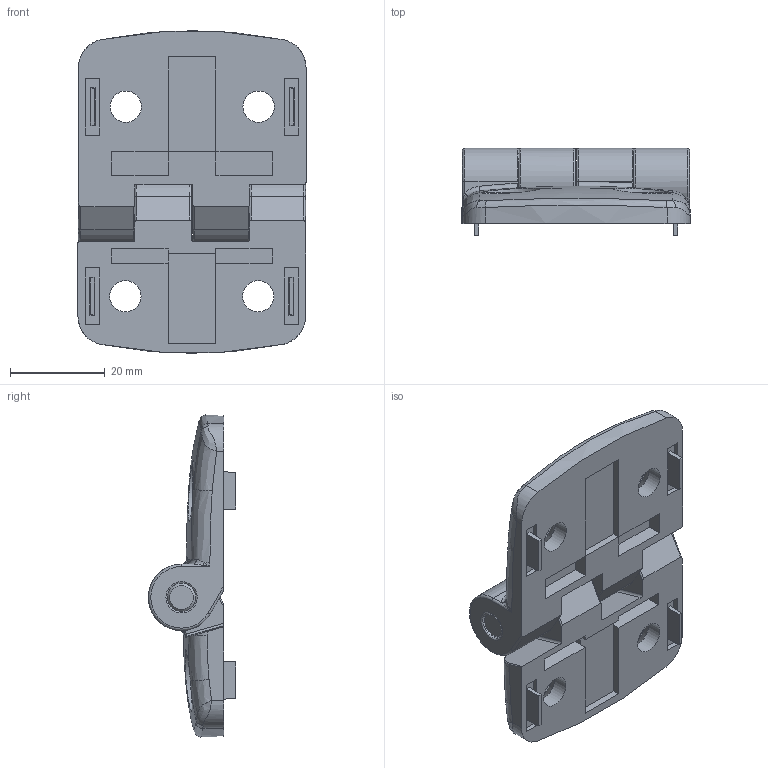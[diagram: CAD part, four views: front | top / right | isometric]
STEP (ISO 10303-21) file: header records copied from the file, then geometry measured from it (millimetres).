
FILE_DESCRIPTION((''),'2;1');
FILE_NAME('AR3363.stp','2016-08-04T14:01:33',('Envy'),(''),'Autodesk Inventor 2013','Autodesk Inventor 2013','');
FILE_SCHEMA(('AUTOMOTIVE_DESIGN { 1 0 10303 214 1 1 1 1 }'));
Length unit declared in the file: millimetre
Products named in the file (4): AR3363; AR3363 1; AR3363 2; AR3363 3
Assembly tree (3 placements, depth 2):
  AR3363
    AR3363 1
    AR3363 2
    AR3363 3
Bounding box: 48.1 x 18.4 x 68 mm (x, y, z)
Volume: 22539.8 mm3; surface area: 12424.9 mm2
Topology: 3 solids, 3 shells, 219 faces, 557 edges, 344 vertices
Faces by surface type: plane 96, bspline 59, cylinder 43, torus 15, cone 6
Full cylindrical faces by diameter (mm): 6 x5, 6.2 x1, 6.6 x4, 13 x2
Entity records: 9303 total; most frequent: CARTESIAN_POINT 4348, ORIENTED_EDGE 1044, DIRECTION 914, EDGE_CURVE 522, VERTEX_POINT 338, AXIS2_PLACEMENT_3D 333, EDGE_LOOP 264, VECTOR 248
